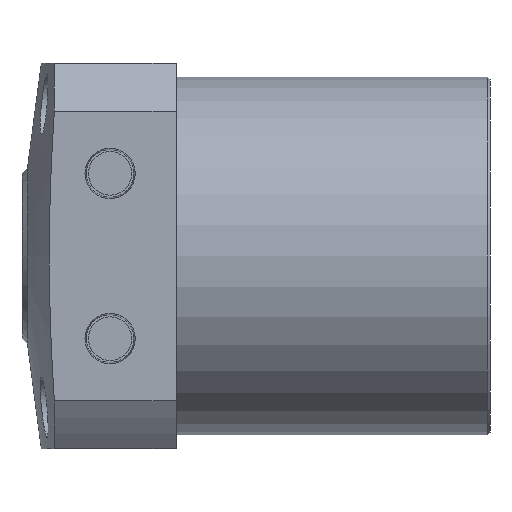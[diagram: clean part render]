
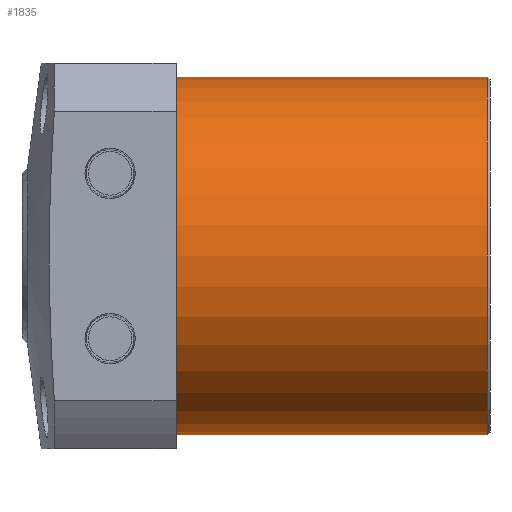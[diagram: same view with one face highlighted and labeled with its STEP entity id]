
A CAD part, left-side view. The second image highlights one B-rep face of the part: STEP entity #1835.
In plain terms, the highlighted cylindrical face has radius 32.5 mm (diameter 65 mm), a partial arc.
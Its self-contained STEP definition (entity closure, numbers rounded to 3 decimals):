
#188 = CARTESIAN_POINT ( 'NONE',  ( 0., 57., 32.5 ) ) ;
#241 = CARTESIAN_POINT ( 'NONE',  ( 0., 57., -32.5 ) ) ;
#289 = CIRCLE ( 'NONE', #1477, 32.5 ) ;
#418 = VERTEX_POINT ( 'NONE', #188 ) ;
#448 = ORIENTED_EDGE ( 'NONE', *, *, #1411, .T. ) ;
#450 = ORIENTED_EDGE ( 'NONE', *, *, #614, .T. ) ;
#522 = VERTEX_POINT ( 'NONE', #241 ) ;
#542 = EDGE_LOOP ( 'NONE', ( #764, #685, #450, #448 ) ) ;
#603 = EDGE_CURVE ( 'NONE', #418, #810, #1289, .T. ) ;
#614 = EDGE_CURVE ( 'NONE', #522, #830, #935, .T. ) ;
#639 = EDGE_CURVE ( 'NONE', #418, #522, #905, .T. ) ;
#685 = ORIENTED_EDGE ( 'NONE', *, *, #639, .T. ) ;
#764 = ORIENTED_EDGE ( 'NONE', *, *, #603, .F. ) ;
#810 = VERTEX_POINT ( 'NONE', #1237 ) ;
#830 = VERTEX_POINT ( 'NONE', #1257 ) ;
#855 = AXIS2_PLACEMENT_3D ( 'NONE', #1886, #1884, #1882 ) ;
#905 = CIRCLE ( 'NONE', #1454, 32.5 ) ;
#933 = VECTOR ( 'NONE', #2053, 1000. ) ;
#935 = LINE ( 'NONE', #2055, #933 ) ;
#1036 = CARTESIAN_POINT ( 'NONE',  ( 0., 57., 0. ) ) ;
#1037 = DIRECTION ( 'NONE',  ( 0., -1., 0. ) ) ;
#1038 = DIRECTION ( 'NONE',  ( 0., 0., -1. ) ) ;
#1237 = CARTESIAN_POINT ( 'NONE',  ( 0., 0.5, 32.5 ) ) ;
#1257 = CARTESIAN_POINT ( 'NONE',  ( 0., 0.5, -32.5 ) ) ;
#1285 = VECTOR ( 'NONE', #1371, 1000. ) ;
#1289 = LINE ( 'NONE', #1379, #1285 ) ;
#1371 = DIRECTION ( 'NONE',  ( 0., -1., 0. ) ) ;
#1379 = CARTESIAN_POINT ( 'NONE',  ( 0., 57., 32.5 ) ) ;
#1411 = EDGE_CURVE ( 'NONE', #830, #810, #289, .T. ) ;
#1454 = AXIS2_PLACEMENT_3D ( 'NONE', #1036, #1037, #1038 ) ;
#1477 = AXIS2_PLACEMENT_3D ( 'NONE', #1574, #1575, #1576 ) ;
#1574 = CARTESIAN_POINT ( 'NONE',  ( 0., 0.5, 0. ) ) ;
#1575 = DIRECTION ( 'NONE',  ( 0., 1., 0. ) ) ;
#1576 = DIRECTION ( 'NONE',  ( 0., 0., 1. ) ) ;
#1835 = ADVANCED_FACE ( 'NONE', ( #1949 ), #1960, .T. ) ;
#1882 = DIRECTION ( 'NONE',  ( 0., 0., -1. ) ) ;
#1884 = DIRECTION ( 'NONE',  ( 0., -1., 0. ) ) ;
#1886 = CARTESIAN_POINT ( 'NONE',  ( 0., 57., 0. ) ) ;
#1949 = FACE_OUTER_BOUND ( 'NONE', #542, .T. ) ;
#1960 = CYLINDRICAL_SURFACE ( 'NONE', #855, 32.5 ) ;
#2053 = DIRECTION ( 'NONE',  ( 0., -1., 0. ) ) ;
#2055 = CARTESIAN_POINT ( 'NONE',  ( 0., 57., -32.5 ) ) ;
